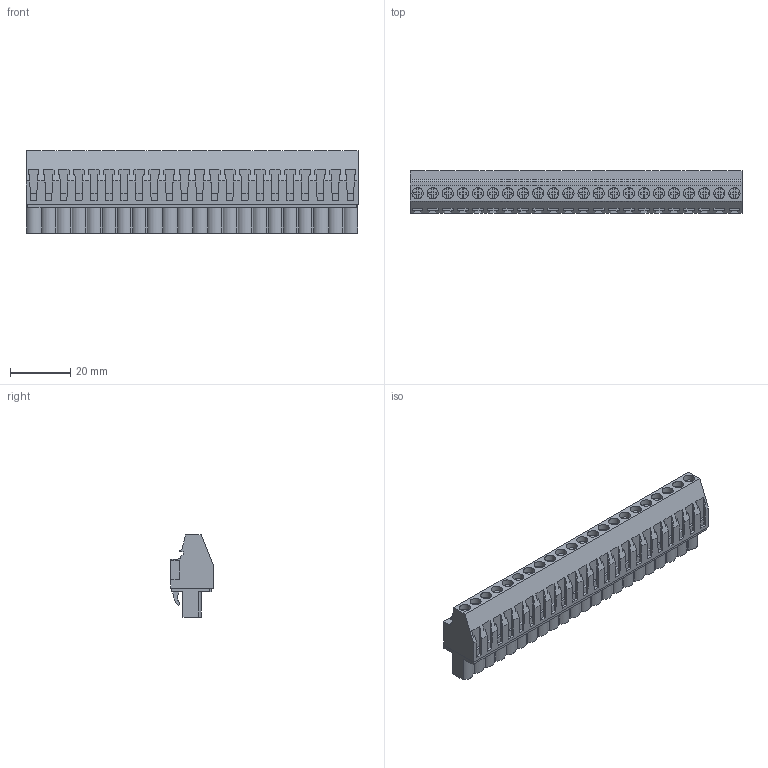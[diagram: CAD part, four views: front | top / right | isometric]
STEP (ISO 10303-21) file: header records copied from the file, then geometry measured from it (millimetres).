
FILE_DESCRIPTION(('CATIA V5 STEP Exchange','CAx-IF Rec.Pracs.--- Model Styling and Organization---1.2---2011-12-15'),'2;1');
FILE_NAME ('D1460406_0_1957820000_1957820000.stp','2017-09-20T12:59:31+00:00',('none'),('Weidmueller'),'CATIA Version 5-6 Release 2014','CATIA V5 STEP AP214','none');
FILE_SCHEMA(('AUTOMOTIVE_DESIGN { 1 0 10303 214 1 1 1 1 }'));
Length unit declared in the file: millimetre
Products named in the file (1): 1957820000
Bounding box: 110 x 14.05 x 27.2 mm (x, y, z)
Volume: 25052.8 mm3; surface area: 14281.8 mm2
Topology: 23 solids, 23 shells, 1370 faces, 3807 edges, 2572 vertices
Faces by surface type: plane 1164, cylinder 196, extrusion 10
Entity records: 40119 total; most frequent: ORIENTED_EDGE 7614, CARTESIAN_POINT 7343, DIRECTION 5285, EDGE_CURVE 3807, VECTOR 3307, LINE 3297, VERTEX_POINT 2572, EDGE_LOOP 1459
